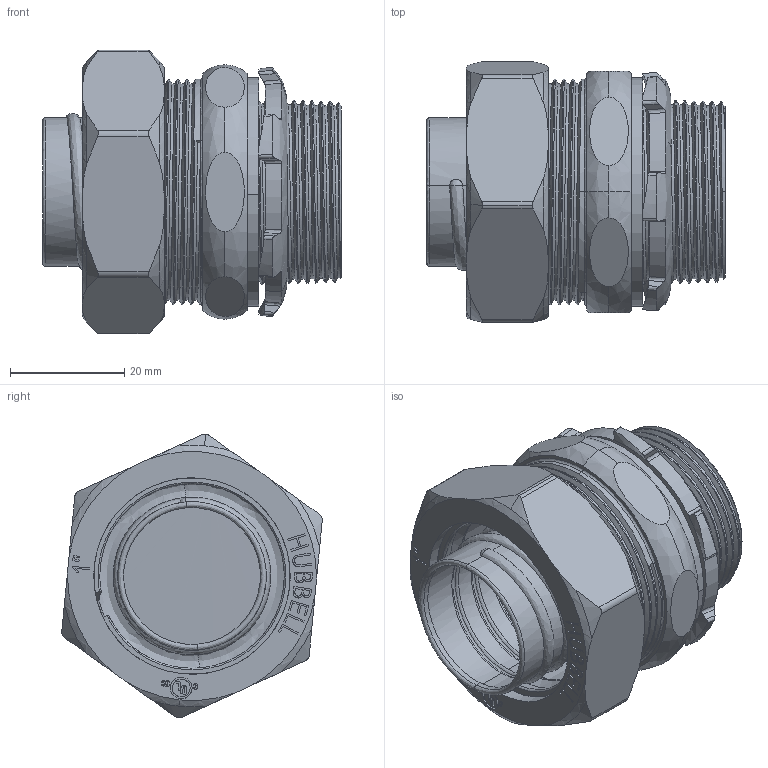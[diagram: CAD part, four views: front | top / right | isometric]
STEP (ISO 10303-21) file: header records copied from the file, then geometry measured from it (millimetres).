
FILE_DESCRIPTION (( 'STEP AP214' ), '1' );
FILE_NAME ('3404.step', '2017-10-09T20:08:58', ( '' ), ( '' ), 'SwSTEP 2.0', 'SolidWorks 2017', '' );
FILE_SCHEMA (( 'AUTOMOTIVE_DESIGN' ));
Length unit declared in the file: inch
Products named in the file (7): 3404-6; 3404-2; 3404-5; 3404; 3404-4; 3404-1; 3404-3
Assembly tree (6 placements, depth 2):
  3404
    3404-6
    3404-2
    3404-3
    3404-1
    3404-5
    3404-4
Bounding box: 52.29 x 45.59 x 49.63 mm (x, y, z)
Volume: 21196.6 mm3; surface area: 29538.9 mm2
Topology: 6 solids, 6 shells, 487 faces, 1306 edges, 851 vertices
Faces by surface type: plane 183, bspline 141, cylinder 97, cone 66
Entity records: 41212 total; most frequent: CARTESIAN_POINT 24095, ORIENTED_EDGE 2602, DIRECTION 1590, EDGE_CURVE 1301, VERTEX_POINT 849, AXIS2_PLACEMENT_3D 543, EDGE_LOOP 516, B_SPLINE_CURVE_WITH_KNOTS 511
